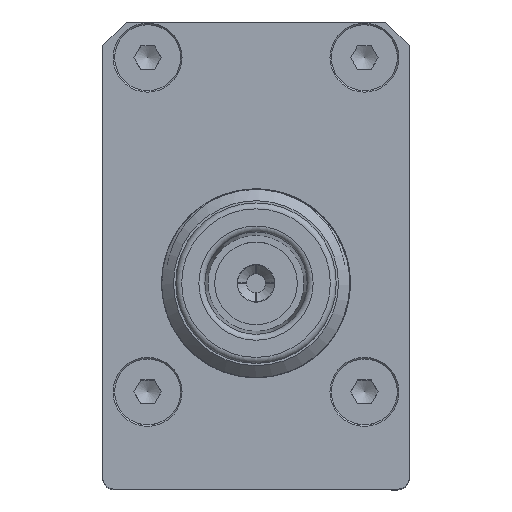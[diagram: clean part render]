
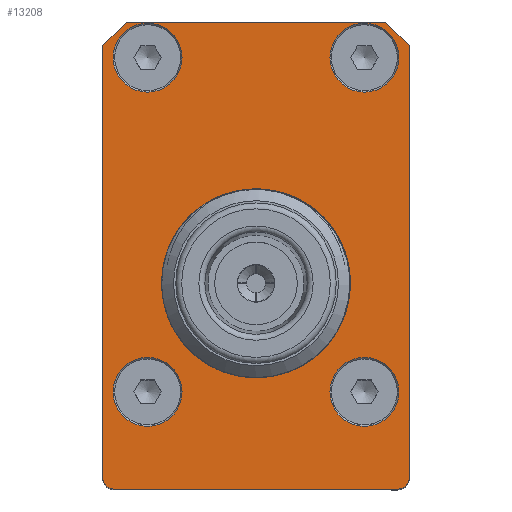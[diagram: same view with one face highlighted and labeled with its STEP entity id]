
A CAD part, top view. The second image highlights one B-rep face of the part: STEP entity #13208.
In plain terms, the highlighted planar face has unit normal (0, 0, 1).
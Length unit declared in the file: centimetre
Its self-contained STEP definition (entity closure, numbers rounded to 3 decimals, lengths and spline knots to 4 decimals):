
#511=PLANE($,#14124);
#1089=FACE_BOUND($,#4723,.T.);
#1090=FACE_BOUND($,#4724,.T.);
#1091=FACE_BOUND($,#4725,.T.);
#1092=FACE_BOUND($,#4726,.T.);
#1093=FACE_BOUND($,#4727,.T.);
#1094=FACE_BOUND($,#4728,.T.);
#1521=LINE($,#23055,#2789);
#1527=LINE($,#23066,#2795);
#1528=LINE($,#23069,#2796);
#1534=LINE($,#23080,#2802);
#1537=LINE($,#23091,#2805);
#1541=LINE($,#23102,#2809);
#2789=VECTOR($,#15768,0.2828);
#2795=VECTOR($,#15776,2.18);
#2796=VECTOR($,#15779,0.2828);
#2802=VECTOR($,#15787,3.63);
#2805=VECTOR($,#15798,3.63);
#2809=VECTOR($,#15810,2.38);
#4723=EDGE_LOOP($,(#9667));
#4724=EDGE_LOOP($,(#9668));
#4725=EDGE_LOOP($,(#9669));
#4726=EDGE_LOOP($,(#9670));
#4727=EDGE_LOOP($,(#9671));
#4728=EDGE_LOOP($,(#9672,#9673,#9674,#9675,#9676,#9677,#9678,#9679));
#5449=CIRCLE($,#14080,0.7938);
#5460=CIRCLE($,#14102,0.29);
#5462=CIRCLE($,#14105,0.29);
#5464=CIRCLE($,#14108,0.29);
#5466=CIRCLE($,#14111,0.29);
#5467=CIRCLE($,#14117,0.1);
#5469=CIRCLE($,#14121,0.1);
#6021=VERTEX_POINT($,#23002);
#6032=VERTEX_POINT($,#23035);
#6034=VERTEX_POINT($,#23040);
#6036=VERTEX_POINT($,#23045);
#6038=VERTEX_POINT($,#23050);
#6039=VERTEX_POINT($,#23053);
#6040=VERTEX_POINT($,#23054);
#6044=VERTEX_POINT($,#23064);
#6045=VERTEX_POINT($,#23068);
#6049=VERTEX_POINT($,#23078);
#6050=VERTEX_POINT($,#23082);
#6051=VERTEX_POINT($,#23083);
#6055=VERTEX_POINT($,#23096);
#7382=EDGE_CURVE($,#6021,#6021,#5449,.T.);
#7393=EDGE_CURVE($,#6032,#6032,#5460,.T.);
#7395=EDGE_CURVE($,#6034,#6034,#5462,.T.);
#7397=EDGE_CURVE($,#6036,#6036,#5464,.T.);
#7399=EDGE_CURVE($,#6038,#6038,#5466,.T.);
#7400=EDGE_CURVE($,#6039,#6040,#1521,.T.);
#7406=EDGE_CURVE($,#6044,#6039,#1527,.T.);
#7407=EDGE_CURVE($,#6045,#6044,#1528,.T.);
#7413=EDGE_CURVE($,#6049,#6045,#1534,.T.);
#7414=EDGE_CURVE($,#6050,#6051,#5467,.T.);
#7418=EDGE_CURVE($,#6040,#6050,#1537,.T.);
#7421=EDGE_CURVE($,#6055,#6049,#5469,.T.);
#7424=EDGE_CURVE($,#6051,#6055,#1541,.T.);
#9667=ORIENTED_EDGE($,*,*,#7382,.T.);
#9668=ORIENTED_EDGE($,*,*,#7393,.T.);
#9669=ORIENTED_EDGE($,*,*,#7395,.T.);
#9670=ORIENTED_EDGE($,*,*,#7397,.T.);
#9671=ORIENTED_EDGE($,*,*,#7399,.T.);
#9672=ORIENTED_EDGE($,*,*,#7400,.F.);
#9673=ORIENTED_EDGE($,*,*,#7406,.F.);
#9674=ORIENTED_EDGE($,*,*,#7407,.F.);
#9675=ORIENTED_EDGE($,*,*,#7413,.F.);
#9676=ORIENTED_EDGE($,*,*,#7421,.F.);
#9677=ORIENTED_EDGE($,*,*,#7424,.F.);
#9678=ORIENTED_EDGE($,*,*,#7414,.F.);
#9679=ORIENTED_EDGE($,*,*,#7418,.F.);
#13208=ADVANCED_FACE($,(#1089,#1090,#1091,#1092,#1093,#1094),#511,.T.);
#14080=AXIS2_PLACEMENT_3D($,#23003,#15702,#15703);
#14102=AXIS2_PLACEMENT_3D($,#23036,#15746,#15747);
#14105=AXIS2_PLACEMENT_3D($,#23041,#15752,#15753);
#14108=AXIS2_PLACEMENT_3D($,#23046,#15758,#15759);
#14111=AXIS2_PLACEMENT_3D($,#23051,#15764,#15765);
#14117=AXIS2_PLACEMENT_3D($,#23084,#15790,#15791);
#14121=AXIS2_PLACEMENT_3D($,#23097,#15803,#15804);
#14124=AXIS2_PLACEMENT_3D($,#23107,#15815,#15816);
#15702=DIRECTION('center_axis',(0.,0.,
-1.));
#15703=DIRECTION('ref_axis',(1.,0.,0.));
#15746=DIRECTION('center_axis',(0.,0.,
-1.));
#15747=DIRECTION('ref_axis',(-1.,0.,0.));
#15752=DIRECTION('center_axis',(0.,0.,
-1.));
#15753=DIRECTION('ref_axis',(-1.,0.,0.));
#15758=DIRECTION('center_axis',(0.,0.,
-1.));
#15759=DIRECTION('ref_axis',(-1.,0.,0.));
#15764=DIRECTION('center_axis',(0.,0.,
-1.));
#15765=DIRECTION('ref_axis',(-1.,0.,0.));
#15768=DIRECTION($,(0.707,-0.707,0.));
#15776=DIRECTION($,(1.,0.,0.));
#15779=DIRECTION($,(0.707,0.707,0.));
#15787=DIRECTION($,(0.,1.,0.));
#15790=DIRECTION('center_axis',(0.,0.,
-1.));
#15791=DIRECTION('ref_axis',(0.707,-0.707,0.));
#15798=DIRECTION($,(0.,-1.,0.));
#15803=DIRECTION('center_axis',(0.,0.,
-1.));
#15804=DIRECTION('ref_axis',(-0.707,-0.707,0.));
#15810=DIRECTION($,(-1.,0.,0.));
#15815=DIRECTION('center_axis',(0.,0.,
1.));
#15816=DIRECTION('ref_axis',(-1.,0.,0.));
#23002=CARTESIAN_POINT('',(-4.4276,-1.3625,2.751));
#23003=CARTESIAN_POINT('Origin',(-3.6339,-1.3625,2.751));
#23035=CARTESIAN_POINT('',(-3.0119,0.5375,2.751));
#23036=CARTESIAN_POINT('Origin',(-2.7219,0.5375,2.751));
#23040=CARTESIAN_POINT('',(-4.8359,0.5375,2.751));
#23041=CARTESIAN_POINT('Origin',(-4.5459,0.5375,2.751));
#23045=CARTESIAN_POINT('',(-4.8359,-2.2745,2.751));
#23046=CARTESIAN_POINT('Origin',(-4.5459,-2.2745,2.751));
#23050=CARTESIAN_POINT('',(-3.0119,-2.2745,2.751));
#23051=CARTESIAN_POINT('Origin',(-2.7219,-2.2745,2.751));
#23053=CARTESIAN_POINT('',(-2.5439,0.8375,2.751));
#23054=CARTESIAN_POINT('',(-2.3439,0.6375,2.751));
#23055=CARTESIAN_POINT($,(-2.2751,0.5687,2.751));
#23064=CARTESIAN_POINT('',(-4.7239,0.8375,2.751));
#23066=CARTESIAN_POINT($,(-4.9239,0.8375,2.751));
#23068=CARTESIAN_POINT('',(-4.9239,0.6375,2.751));
#23069=CARTESIAN_POINT($,(-4.9926,0.5687,2.751));
#23078=CARTESIAN_POINT('',(-4.9239,-2.9925,2.751));
#23080=CARTESIAN_POINT($,(-4.9239,-3.0925,2.751));
#23082=CARTESIAN_POINT('',(-2.3439,-2.9925,2.751));
#23083=CARTESIAN_POINT('',(-2.4439,-3.0925,2.751));
#23084=CARTESIAN_POINT('Origin',(-2.4439,-2.9925,2.751));
#23091=CARTESIAN_POINT($,(-2.3439,0.8375,2.751));
#23096=CARTESIAN_POINT('',(-4.8239,-3.0925,2.751));
#23097=CARTESIAN_POINT('Origin',(-4.8239,-2.9925,2.751));
#23102=CARTESIAN_POINT($,(-2.3439,-3.0925,2.751));
#23107=CARTESIAN_POINT('Origin',(-3.6339,-1.1275,2.751));
